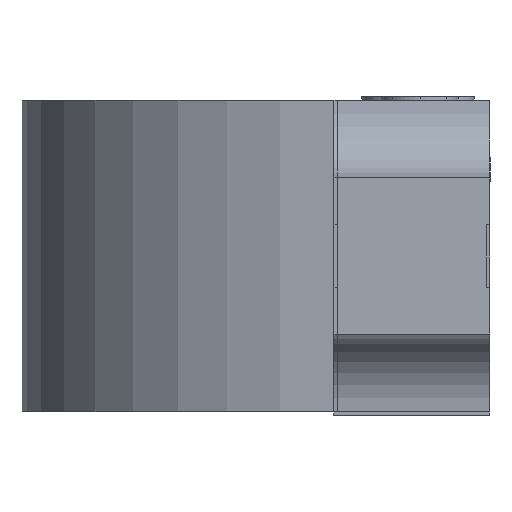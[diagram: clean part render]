
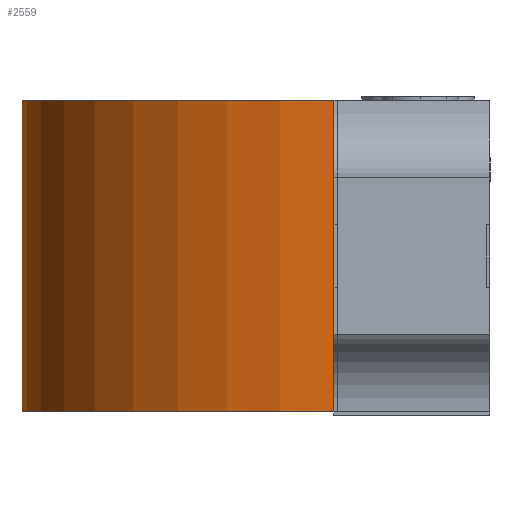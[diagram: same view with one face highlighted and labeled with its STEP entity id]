
A CAD part, left-side view. The second image highlights one B-rep face of the part: STEP entity #2559.
In plain terms, the highlighted cylindrical face has radius 1 mm (diameter 2 mm), a partial arc.
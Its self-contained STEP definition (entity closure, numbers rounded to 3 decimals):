
#2145 = VERTEX_POINT('',#2146);
#2146 = CARTESIAN_POINT('',(-1.,0.409,
    1.01));
#2155 = PLANE('',#2156);
#2156 = AXIS2_PLACEMENT_3D('',#2157,#2158,#2159);
#2157 = CARTESIAN_POINT('',(-1.,1.409,
    0.01));
#2158 = DIRECTION('',(1.,0.,0.));
#2159 = DIRECTION('',(0.,-1.,0.));
#2167 = PLANE('',#2168);
#2168 = AXIS2_PLACEMENT_3D('',#2169,#2170,#2171);
#2169 = CARTESIAN_POINT('',(1.,1.409,1.01
    ));
#2170 = DIRECTION('',(0.,0.,-1.));
#2171 = DIRECTION('',(0.,1.,0.));
#2179 = EDGE_CURVE('',#2145,#2180,#2182,.T.);
#2180 = VERTEX_POINT('',#2181);
#2181 = CARTESIAN_POINT('',(-1.,0.409,
    0.01));
#2182 = SURFACE_CURVE('',#2183,(#2187,#2194),.PCURVE_S1.);
#2183 = LINE('',#2184,#2185);
#2184 = CARTESIAN_POINT('',(-1.,0.409,
    0.01));
#2185 = VECTOR('',#2186,1.);
#2186 = DIRECTION('',(-0.,0.,-1.));
#2187 = PCURVE('',#2155,#2188);
#2188 = DEFINITIONAL_REPRESENTATION('',(#2189),#2193);
#2189 = LINE('',#2190,#2191);
#2190 = CARTESIAN_POINT('',(1.,0.));
#2191 = VECTOR('',#2192,1.);
#2192 = DIRECTION('',(0.,1.));
#2193 = ( GEOMETRIC_REPRESENTATION_CONTEXT(2) 
PARAMETRIC_REPRESENTATION_CONTEXT() REPRESENTATION_CONTEXT('2D SPACE',''
  ) );
#2194 = PCURVE('',#2195,#2200);
#2195 = CYLINDRICAL_SURFACE('',#2196,1.);
#2196 = AXIS2_PLACEMENT_3D('',#2197,#2198,#2199);
#2197 = CARTESIAN_POINT('',(0.,0.409,0.51));
#2198 = DIRECTION('',(0.,0.,1.));
#2199 = DIRECTION('',(0.,-1.,0.));
#2200 = DEFINITIONAL_REPRESENTATION('',(#2201),#2205);
#2201 = LINE('',#2202,#2203);
#2202 = CARTESIAN_POINT('',(4.712,-0.5));
#2203 = VECTOR('',#2204,1.);
#2204 = DIRECTION('',(0.,-1.));
#2205 = ( GEOMETRIC_REPRESENTATION_CONTEXT(2) 
PARAMETRIC_REPRESENTATION_CONTEXT() REPRESENTATION_CONTEXT('2D SPACE',''
  ) );
#2223 = PLANE('',#2224);
#2224 = AXIS2_PLACEMENT_3D('',#2225,#2226,#2227);
#2225 = CARTESIAN_POINT('',(1.,1.409,
    0.01));
#2226 = DIRECTION('',(0.,0.,1.));
#2227 = DIRECTION('',(0.,-1.,0.));
#2267 = VERTEX_POINT('',#2268);
#2268 = CARTESIAN_POINT('',(0.,1.409,1.01));
#2287 = CYLINDRICAL_SURFACE('',#2288,1.);
#2288 = AXIS2_PLACEMENT_3D('',#2289,#2290,#2291);
#2289 = CARTESIAN_POINT('',(0.,0.409,0.51));
#2290 = DIRECTION('',(0.,0.,-1.));
#2291 = DIRECTION('',(0.,1.,0.));
#2299 = EDGE_CURVE('',#2267,#2145,#2300,.T.);
#2300 = SURFACE_CURVE('',#2301,(#2306,#2317),.PCURVE_S1.);
#2301 = CIRCLE('',#2302,1.);
#2302 = AXIS2_PLACEMENT_3D('',#2303,#2304,#2305);
#2303 = CARTESIAN_POINT('',(0.,0.409,1.01));
#2304 = DIRECTION('',(0.,0.,1.));
#2305 = DIRECTION('',(0.,1.,0.));
#2306 = PCURVE('',#2167,#2307);
#2307 = DEFINITIONAL_REPRESENTATION('',(#2308),#2316);
#2308 = ( BOUNDED_CURVE() B_SPLINE_CURVE(2,(#2309,#2310,#2311,#2312,
#2313,#2314,#2315),.UNSPECIFIED.,.T.,.F.) B_SPLINE_CURVE_WITH_KNOTS((1,2
    ,2,2,2,1),(-2.094,0.,2.094,4.189,
6.283,8.378),.UNSPECIFIED.) CURVE() 
GEOMETRIC_REPRESENTATION_ITEM() RATIONAL_B_SPLINE_CURVE((1.,0.5,1.,0.5,
1.,0.5,1.)) REPRESENTATION_ITEM('') );
#2309 = CARTESIAN_POINT('',(0.,-1.));
#2310 = CARTESIAN_POINT('',(0.,-2.732));
#2311 = CARTESIAN_POINT('',(-1.5,-1.866));
#2312 = CARTESIAN_POINT('',(-3.,-1.));
#2313 = CARTESIAN_POINT('',(-1.5,-0.134));
#2314 = CARTESIAN_POINT('',(0.,0.732));
#2315 = CARTESIAN_POINT('',(0.,-1.));
#2316 = ( GEOMETRIC_REPRESENTATION_CONTEXT(2) 
PARAMETRIC_REPRESENTATION_CONTEXT() REPRESENTATION_CONTEXT('2D SPACE',''
  ) );
#2317 = PCURVE('',#2195,#2318);
#2318 = DEFINITIONAL_REPRESENTATION('',(#2319),#2323);
#2319 = LINE('',#2320,#2321);
#2320 = CARTESIAN_POINT('',(3.142,0.5));
#2321 = VECTOR('',#2322,1.);
#2322 = DIRECTION('',(1.,0.));
#2323 = ( GEOMETRIC_REPRESENTATION_CONTEXT(2) 
PARAMETRIC_REPRESENTATION_CONTEXT() REPRESENTATION_CONTEXT('2D SPACE',''
  ) );
#2450 = EDGE_CURVE('',#2180,#2451,#2453,.T.);
#2451 = VERTEX_POINT('',#2452);
#2452 = CARTESIAN_POINT('',(0.,1.409,0.01));
#2453 = SURFACE_CURVE('',#2454,(#2459,#2470),.PCURVE_S1.);
#2454 = CIRCLE('',#2455,1.);
#2455 = AXIS2_PLACEMENT_3D('',#2456,#2457,#2458);
#2456 = CARTESIAN_POINT('',(0.,0.409,0.01));
#2457 = DIRECTION('',(-0.,0.,-1.));
#2458 = DIRECTION('',(0.,-1.,0.));
#2459 = PCURVE('',#2223,#2460);
#2460 = DEFINITIONAL_REPRESENTATION('',(#2461),#2469);
#2461 = ( BOUNDED_CURVE() B_SPLINE_CURVE(2,(#2462,#2463,#2464,#2465,
#2466,#2467,#2468),.UNSPECIFIED.,.T.,.F.) B_SPLINE_CURVE_WITH_KNOTS((1,2
    ,2,2,2,1),(-2.094,0.,2.094,4.189,
6.283,8.378),.UNSPECIFIED.) CURVE() 
GEOMETRIC_REPRESENTATION_ITEM() RATIONAL_B_SPLINE_CURVE((1.,0.5,1.,0.5,
1.,0.5,1.)) REPRESENTATION_ITEM('') );
#2462 = CARTESIAN_POINT('',(2.,-1.));
#2463 = CARTESIAN_POINT('',(2.,-2.732));
#2464 = CARTESIAN_POINT('',(0.5,-1.866));
#2465 = CARTESIAN_POINT('',(-1.,-1.));
#2466 = CARTESIAN_POINT('',(0.5,-0.134));
#2467 = CARTESIAN_POINT('',(2.,0.732));
#2468 = CARTESIAN_POINT('',(2.,-1.));
#2469 = ( GEOMETRIC_REPRESENTATION_CONTEXT(2) 
PARAMETRIC_REPRESENTATION_CONTEXT() REPRESENTATION_CONTEXT('2D SPACE',''
  ) );
#2470 = PCURVE('',#2195,#2471);
#2471 = DEFINITIONAL_REPRESENTATION('',(#2472),#2476);
#2472 = LINE('',#2473,#2474);
#2473 = CARTESIAN_POINT('',(6.283,-0.5));
#2474 = VECTOR('',#2475,1.);
#2475 = DIRECTION('',(-1.,0.));
#2476 = ( GEOMETRIC_REPRESENTATION_CONTEXT(2) 
PARAMETRIC_REPRESENTATION_CONTEXT() REPRESENTATION_CONTEXT('2D SPACE',''
  ) );
#2538 = EDGE_CURVE('',#2267,#2451,#2539,.T.);
#2539 = SURFACE_CURVE('',#2540,(#2544,#2551),.PCURVE_S1.);
#2540 = LINE('',#2541,#2542);
#2541 = CARTESIAN_POINT('',(0.,1.409,0.51));
#2542 = VECTOR('',#2543,1.);
#2543 = DIRECTION('',(0.,0.,-1.));
#2544 = PCURVE('',#2287,#2545);
#2545 = DEFINITIONAL_REPRESENTATION('',(#2546),#2550);
#2546 = LINE('',#2547,#2548);
#2547 = CARTESIAN_POINT('',(0.,0.));
#2548 = VECTOR('',#2549,1.);
#2549 = DIRECTION('',(0.,1.));
#2550 = ( GEOMETRIC_REPRESENTATION_CONTEXT(2) 
PARAMETRIC_REPRESENTATION_CONTEXT() REPRESENTATION_CONTEXT('2D SPACE',''
  ) );
#2551 = PCURVE('',#2195,#2552);
#2552 = DEFINITIONAL_REPRESENTATION('',(#2553),#2557);
#2553 = LINE('',#2554,#2555);
#2554 = CARTESIAN_POINT('',(3.142,0.));
#2555 = VECTOR('',#2556,1.);
#2556 = DIRECTION('',(0.,-1.));
#2557 = ( GEOMETRIC_REPRESENTATION_CONTEXT(2) 
PARAMETRIC_REPRESENTATION_CONTEXT() REPRESENTATION_CONTEXT('2D SPACE',''
  ) );
#2559 = ADVANCED_FACE('',(#2560),#2195,.T.);
#2560 = FACE_BOUND('',#2561,.T.);
#2561 = EDGE_LOOP('',(#2562,#2563,#2564,#2565));
#2562 = ORIENTED_EDGE('',*,*,#2450,.F.);
#2563 = ORIENTED_EDGE('',*,*,#2179,.F.);
#2564 = ORIENTED_EDGE('',*,*,#2299,.F.);
#2565 = ORIENTED_EDGE('',*,*,#2538,.T.);
